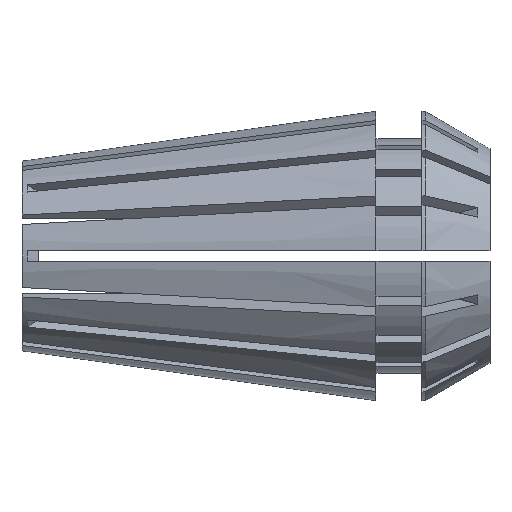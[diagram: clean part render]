
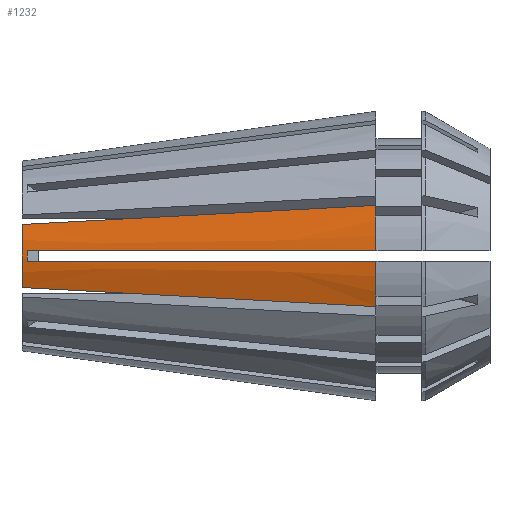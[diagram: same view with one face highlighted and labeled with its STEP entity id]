
A CAD part, front view. The second image highlights one B-rep face of the part: STEP entity #1232.
In plain terms, the highlighted conical face has half-angle 8 degrees and reference radius 8.5 mm.
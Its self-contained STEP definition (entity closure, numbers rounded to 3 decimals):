
#192 = VERTEX_POINT ( 'NONE', #3378 ) ;
#243 = ORIENTED_EDGE ( 'NONE', *, *, #1617, .T. ) ;
#425 = ORIENTED_EDGE ( 'NONE', *, *, #1624, .T. ) ;
#436 = CARTESIAN_POINT ( 'NONE',  ( 20.8, -7.963, 2.974 ) ) ;
#481 = CARTESIAN_POINT ( 'NONE',  ( 11.452, -7.18, -0.3 ) ) ;
#532 = AXIS2_PLACEMENT_3D ( 'NONE', #2619, #2586, #2885 ) ;
#545 = CARTESIAN_POINT ( 'NONE',  ( 8.105, -6.709, -0.3 ) ) ;
#562 = CARTESIAN_POINT ( 'NONE',  ( 17.099, -7.482, 2.775 ) ) ;
#574 = CARTESIAN_POINT ( 'NONE',  ( 13.397, -7.001, 2.575 ) ) ;
#613 = DIRECTION ( 'NONE',  ( 1., 0., 0. ) ) ;
#625 = CARTESIAN_POINT ( 'NONE',  ( 9.696, -6.52, 2.376 ) ) ;
#675 = CARTESIAN_POINT ( 'NONE',  ( 4.758, -6.239, 0.3 ) ) ;
#677 = CARTESIAN_POINT ( 'NONE',  ( 6.464, -6.1, 2.202 ) ) ;
#750 = EDGE_CURVE ( 'NONE', #2388, #994, #3130, .T. ) ;
#769 = EDGE_CURVE ( 'NONE', #3755, #192, #4092, .T. ) ;
#790 = EDGE_CURVE ( 'NONE', #3389, #5114, #3971, .T. ) ;
#829 = VERTEX_POINT ( 'NONE', #5142 ) ;
#850 = B_SPLINE_CURVE_WITH_KNOTS ( 'NONE', 3,
 ( #4592, #3687, #1778, #5109, #3401, #3857, #2837 ),
 .UNSPECIFIED., .F., .F.,
 ( 4, 3, 4 ),
 ( 0., 0.01, 0.021 ),
 .UNSPECIFIED. ) ;
#912 = CARTESIAN_POINT ( 'NONE',  ( 0., -5.26, 1.854 ) ) ;
#945 = ORIENTED_EDGE ( 'NONE', *, *, #1634, .F. ) ;
#994 = VERTEX_POINT ( 'NONE', #2540 ) ;
#1016 = CARTESIAN_POINT ( 'NONE',  ( 20.8, -7.963, -2.974 ) ) ;
#1077 = CARTESIAN_POINT ( 'NONE',  ( 0.318, -5.614, 0.3 ) ) ;
#1113 = CARTESIAN_POINT ( 'NONE',  ( 20.8, -8.495, 0.3 ) ) ;
#1232 = ADVANCED_FACE ( 'NONE', ( #2041 ), #3964, .T. ) ;
#1319 = DIRECTION ( 'NONE',  ( 0., 0., -1. ) ) ;
#1338 = CARTESIAN_POINT ( 'NONE',  ( 20.8, 0., 0. ) ) ;
#1502 = ORIENTED_EDGE ( 'NONE', *, *, #1594, .T. ) ;
#1594 = EDGE_CURVE ( 'NONE', #3755, #2388, #850, .T. ) ;
#1617 = EDGE_CURVE ( 'NONE', #994, #4591, #2143, .T. ) ;
#1624 = EDGE_CURVE ( 'NONE', #4591, #829, #4045, .T. ) ;
#1629 = ORIENTED_EDGE ( 'NONE', *, *, #750, .T. ) ;
#1634 = EDGE_CURVE ( 'NONE', #3389, #829, #1982, .T. ) ;
#1778 = CARTESIAN_POINT ( 'NONE',  ( 6.464, -6.1, -2.202 ) ) ;
#1840 = CARTESIAN_POINT ( 'NONE',  ( 0.318, -5.614, 0.3 ) ) ;
#1868 = CARTESIAN_POINT ( 'NONE',  ( 0.308, -5.623, -0.1 ) ) ;
#1881 = CARTESIAN_POINT ( 'NONE',  ( 14.568, -7.619, 0.3 ) ) ;
#1982 = B_SPLINE_CURVE_WITH_KNOTS ( 'NONE', 3,
 ( #3419, #2676, #1881, #3084, #5080, #675, #4749, #2254, #4288, #1077 ),
 .UNSPECIFIED., .F., .F.,
 ( 4, 3, 3, 4 ),
 ( 0.035, 0.044, 0.054, 0.055 ),
 .UNSPECIFIED. ) ;
#2041 = FACE_OUTER_BOUND ( 'NONE', #4781, .T. ) ;
#2089 = CARTESIAN_POINT ( 'NONE',  ( 0., -5.26, -1.854 ) ) ;
#2092 = EDGE_CURVE ( 'NONE', #192, #5114, #2697, .T. ) ;
#2143 = B_SPLINE_CURVE_WITH_KNOTS ( 'NONE', 3,
 ( #5253, #4200, #5320, #481, #545, #3803, #3818, #2795, #2661, #3024 ),
 .UNSPECIFIED., .F., .F.,
 ( 4, 3, 3, 4 ),
 ( 0.035, 0.044, 0.054, 0.055 ),
 .UNSPECIFIED. ) ;
#2254 = CARTESIAN_POINT ( 'NONE',  ( 1.047, -5.716, 0.3 ) ) ;
#2256 = CARTESIAN_POINT ( 'NONE',  ( 3.232, -5.68, 2.028 ) ) ;
#2388 = VERTEX_POINT ( 'NONE', #1016 ) ;
#2540 = CARTESIAN_POINT ( 'NONE',  ( 20.8, -8.495, -0.3 ) ) ;
#2572 = AXIS2_PLACEMENT_3D ( 'NONE', #3739, #3813, #3916 ) ;
#2586 = DIRECTION ( 'NONE',  ( -1., 0., 0. ) ) ;
#2619 = CARTESIAN_POINT ( 'NONE',  ( 20.8, 0., 0. ) ) ;
#2661 = CARTESIAN_POINT ( 'NONE',  ( 0.682, -5.665, -0.3 ) ) ;
#2676 = CARTESIAN_POINT ( 'NONE',  ( 17.684, -8.057, 0.3 ) ) ;
#2697 = B_SPLINE_CURVE_WITH_KNOTS ( 'NONE', 3,
 ( #912, #2256, #677, #625, #574, #562, #436 ),
 .UNSPECIFIED., .F., .F.,
 ( 4, 3, 4 ),
 ( 0., 0.01, 0.021 ),
 .UNSPECIFIED. ) ;
#2795 = CARTESIAN_POINT ( 'NONE',  ( 1.047, -5.716, -0.3 ) ) ;
#2837 = CARTESIAN_POINT ( 'NONE',  ( 20.8, -7.963, -2.974 ) ) ;
#2885 = DIRECTION ( 'NONE',  ( 0., 0., 1. ) ) ;
#3024 = CARTESIAN_POINT ( 'NONE',  ( 0.318, -5.614, -0.3 ) ) ;
#3084 = CARTESIAN_POINT ( 'NONE',  ( 11.452, -7.18, 0.3 ) ) ;
#3109 = CARTESIAN_POINT ( 'NONE',  ( 0.318, -5.614, -0.3 ) ) ;
#3130 = CIRCLE ( 'NONE', #2572, 8.5 ) ;
#3365 = CARTESIAN_POINT ( 'NONE',  ( 0.308, -5.623, 0.1 ) ) ;
#3378 = CARTESIAN_POINT ( 'NONE',  ( 0., -5.26, 1.854 ) ) ;
#3389 = VERTEX_POINT ( 'NONE', #1113 ) ;
#3401 = CARTESIAN_POINT ( 'NONE',  ( 13.397, -7.001, -2.575 ) ) ;
#3414 = ORIENTED_EDGE ( 'NONE', *, *, #2092, .F. ) ;
#3419 = CARTESIAN_POINT ( 'NONE',  ( 20.8, -8.495, 0.3 ) ) ;
#3448 = CARTESIAN_POINT ( 'NONE',  ( 0.318, -5.614, -0.3 ) ) ;
#3687 = CARTESIAN_POINT ( 'NONE',  ( 3.232, -5.68, -2.028 ) ) ;
#3739 = CARTESIAN_POINT ( 'NONE',  ( 20.8, 0., 0. ) ) ;
#3755 = VERTEX_POINT ( 'NONE', #2089 ) ;
#3803 = CARTESIAN_POINT ( 'NONE',  ( 4.758, -6.239, -0.3 ) ) ;
#3813 = DIRECTION ( 'NONE',  ( -1., 0., 0. ) ) ;
#3818 = CARTESIAN_POINT ( 'NONE',  ( 1.411, -5.768, -0.3 ) ) ;
#3857 = CARTESIAN_POINT ( 'NONE',  ( 17.099, -7.482, -2.775 ) ) ;
#3916 = DIRECTION ( 'NONE',  ( 0., 0., 1. ) ) ;
#3964 = CONICAL_SURFACE ( 'NONE', #4121, 8.5, 0.14 ) ;
#3971 = CIRCLE ( 'NONE', #532, 8.5 ) ;
#4045 = B_SPLINE_CURVE_WITH_KNOTS ( 'NONE', 3,
 ( #3448, #1868, #3365, #1840 ),
 .UNSPECIFIED., .F., .F.,
 ( 4, 4 ),
 ( 0., 0.001 ),
 .UNSPECIFIED. ) ;
#4092 = CIRCLE ( 'NONE', #4280, 5.577 ) ;
#4121 = AXIS2_PLACEMENT_3D ( 'NONE', #1338, #613, #1319 ) ;
#4179 = CARTESIAN_POINT ( 'NONE',  ( 20.8, -7.963, 2.974 ) ) ;
#4200 = CARTESIAN_POINT ( 'NONE',  ( 17.684, -8.057, -0.3 ) ) ;
#4280 = AXIS2_PLACEMENT_3D ( 'NONE', #4997, #5017, #5095 ) ;
#4288 = CARTESIAN_POINT ( 'NONE',  ( 0.682, -5.665, 0.3 ) ) ;
#4379 = ORIENTED_EDGE ( 'NONE', *, *, #769, .F. ) ;
#4591 = VERTEX_POINT ( 'NONE', #3109 ) ;
#4592 = CARTESIAN_POINT ( 'NONE',  ( 0., -5.26, -1.854 ) ) ;
#4749 = CARTESIAN_POINT ( 'NONE',  ( 1.411, -5.768, 0.3 ) ) ;
#4781 = EDGE_LOOP ( 'NONE', ( #4379, #1502, #1629, #243, #425, #945, #5288, #3414 ) ) ;
#4997 = CARTESIAN_POINT ( 'NONE',  ( 0., 0., 0. ) ) ;
#5017 = DIRECTION ( 'NONE',  ( -1., 0., 0. ) ) ;
#5080 = CARTESIAN_POINT ( 'NONE',  ( 8.105, -6.709, 0.3 ) ) ;
#5095 = DIRECTION ( 'NONE',  ( 0., 0., 1. ) ) ;
#5109 = CARTESIAN_POINT ( 'NONE',  ( 9.696, -6.52, -2.376 ) ) ;
#5114 = VERTEX_POINT ( 'NONE', #4179 ) ;
#5142 = CARTESIAN_POINT ( 'NONE',  ( 0.318, -5.614, 0.3 ) ) ;
#5253 = CARTESIAN_POINT ( 'NONE',  ( 20.8, -8.495, -0.3 ) ) ;
#5288 = ORIENTED_EDGE ( 'NONE', *, *, #790, .T. ) ;
#5320 = CARTESIAN_POINT ( 'NONE',  ( 14.568, -7.619, -0.3 ) ) ;
